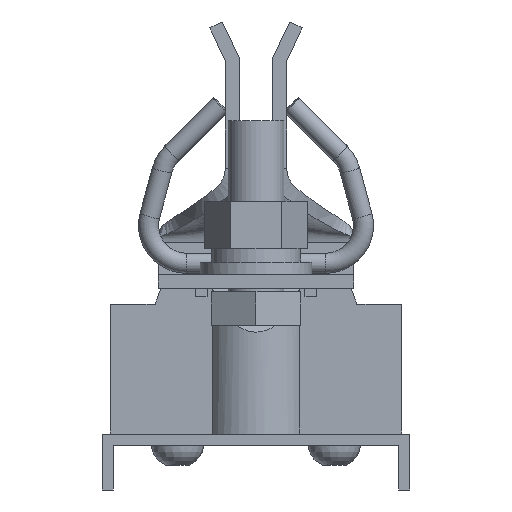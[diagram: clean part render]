
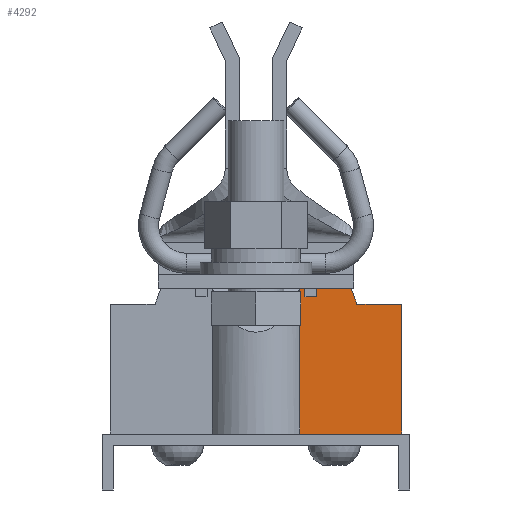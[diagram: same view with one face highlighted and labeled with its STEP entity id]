
A CAD part, front view. The second image highlights one B-rep face of the part: STEP entity #4292.
In plain terms, the highlighted planar face has unit normal (0, -1, 0).
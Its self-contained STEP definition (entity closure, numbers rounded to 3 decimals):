
#3779=FACE_OUTER_BOUND('',#5533,.T.);
#4292=ADVANCED_FACE('',(#3779),#4848,.T.);
#4848=PLANE('',#13773);
#5533=EDGE_LOOP('',(#7029,#7030,#7031,#7032,#7033,#7034));
#7029=ORIENTED_EDGE('',*,*,#10651,.F.);
#7030=ORIENTED_EDGE('',*,*,#10652,.T.);
#7031=ORIENTED_EDGE('',*,*,#10653,.F.);
#7032=ORIENTED_EDGE('',*,*,#10636,.F.);
#7033=ORIENTED_EDGE('',*,*,#10460,.F.);
#7034=ORIENTED_EDGE('',*,*,#10654,.F.);
#9520=VERTEX_POINT('',#17470);
#9521=VERTEX_POINT('',#17472);
#9655=VERTEX_POINT('',#17848);
#9667=VERTEX_POINT('',#17879);
#9668=VERTEX_POINT('',#17880);
#9669=VERTEX_POINT('',#17882);
#10460=EDGE_CURVE('',#9520,#9521,#11827,.T.);
#10636=EDGE_CURVE('',#9521,#9655,#11950,.T.);
#10651=EDGE_CURVE('',#9667,#9668,#11964,.T.);
#10652=EDGE_CURVE('',#9667,#9669,#11965,.T.);
#10653=EDGE_CURVE('',#9655,#9669,#11966,.T.);
#10654=EDGE_CURVE('',#9668,#9520,#11967,.T.);
#11827=LINE('',#17471,#12763);
#11950=LINE('',#17847,#12886);
#11964=LINE('',#17878,#12900);
#11965=LINE('',#17881,#12901);
#11966=LINE('',#17883,#12902);
#11967=LINE('',#17884,#12903);
#12763=VECTOR('',#14534,1.);
#12886=VECTOR('',#14895,1.);
#12900=VECTOR('',#14919,1.);
#12901=VECTOR('',#14920,1.);
#12902=VECTOR('',#14921,1.);
#12903=VECTOR('',#14922,1.);
#13773=AXIS2_PLACEMENT_3D('',#17885,#14923,#14924);
#14534=DIRECTION('',(-1.,0.,0.));
#14895=DIRECTION('',(0.,0.,1.));
#14919=DIRECTION('',(1.,0.,0.));
#14920=DIRECTION('',(-0.342,0.,0.94));
#14921=DIRECTION('',(1.,0.,0.));
#14922=DIRECTION('',(0.,0.,-1.));
#14923=DIRECTION('',(0.,-1.,0.));
#14924=DIRECTION('',(1.,0.,0.));
#17470=CARTESIAN_POINT('',(53.5,28.5,10.));
#17471=CARTESIAN_POINT('',(52.5,28.5,10.));
#17472=CARTESIAN_POINT('',(35.294,28.5,10.));
#17847=CARTESIAN_POINT('',(35.294,28.5,10.));
#17848=CARTESIAN_POINT('',(35.294,28.5,36.));
#17878=CARTESIAN_POINT('',(1.5,28.5,33.2));
#17879=CARTESIAN_POINT('',(45.519,28.5,33.2));
#17880=CARTESIAN_POINT('',(53.5,28.5,33.2));
#17881=CARTESIAN_POINT('',(45.883,28.5,32.2));
#17882=CARTESIAN_POINT('',(44.5,28.5,36.));
#17883=CARTESIAN_POINT('',(35.852,28.5,36.));
#17884=CARTESIAN_POINT('',(53.5,28.5,10.));
#17885=CARTESIAN_POINT('',(1.5,28.5,10.));
